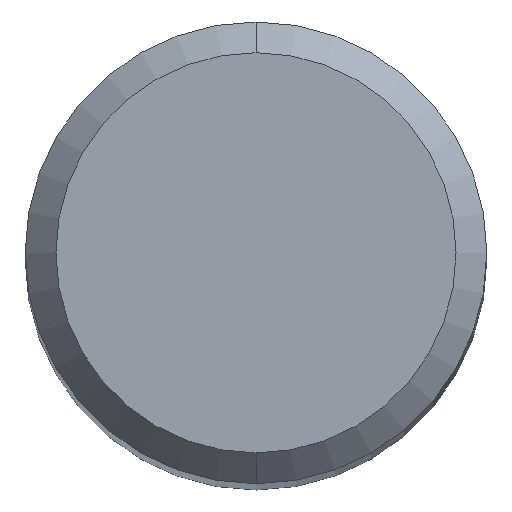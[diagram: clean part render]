
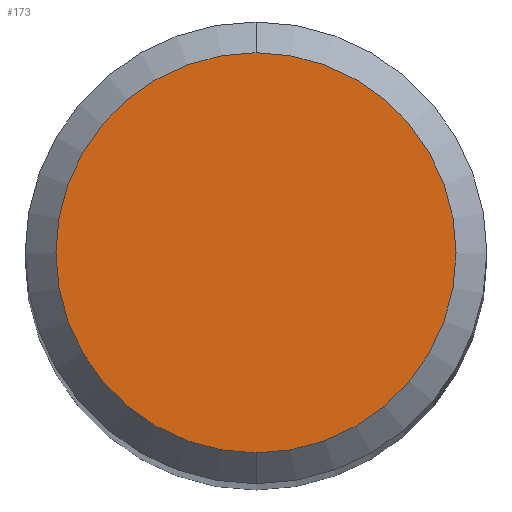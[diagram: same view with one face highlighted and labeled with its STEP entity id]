
A CAD part, top view. The second image highlights one B-rep face of the part: STEP entity #173.
In plain terms, the highlighted planar face has unit normal (0, 0, 1).
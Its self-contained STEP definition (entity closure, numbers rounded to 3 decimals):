
#131=EDGE_CURVE('',#161,#171,#287,.T.);
#161=VERTEX_POINT('',#321);
#171=VERTEX_POINT('',#331);
#173=ADVANCED_FACE('',(#333),#334,.T.);
#185=EDGE_CURVE('',#171,#161,#346,.T.);
#287=CIRCLE('',#457,2.6);
#321=CARTESIAN_POINT('',(0.,-2.6,0.0));
#331=CARTESIAN_POINT('',(0.0,2.6,0.0));
#333=FACE_OUTER_BOUND('',#517,.T.);
#334=PLANE('',#518);
#346=CIRCLE('',#536,2.6);
#457=AXIS2_PLACEMENT_3D('',#655,#656,#657);
#517=EDGE_LOOP('',(#704,#705));
#518=AXIS2_PLACEMENT_3D('',#706,#707,#708);
#536=AXIS2_PLACEMENT_3D('',#714,#715,#716);
#655=CARTESIAN_POINT('',(0.0,0.0,0.0));
#656=DIRECTION('',(0.0,0.0,-1.0));
#657=DIRECTION('',(0.0,1.0,0.0));
#704=ORIENTED_EDGE('',*,*,#185,.F.);
#705=ORIENTED_EDGE('',*,*,#131,.F.);
#706=CARTESIAN_POINT('',(0.0,1.3,0.0));
#707=DIRECTION('',(-0.0,0.0,1.0));
#708=DIRECTION('',(0.0,-1.0,0.0));
#714=CARTESIAN_POINT('',(0.0,0.0,0.0));
#715=DIRECTION('',(0.0,0.0,-1.0));
#716=DIRECTION('',(0.0,1.0,0.0));
